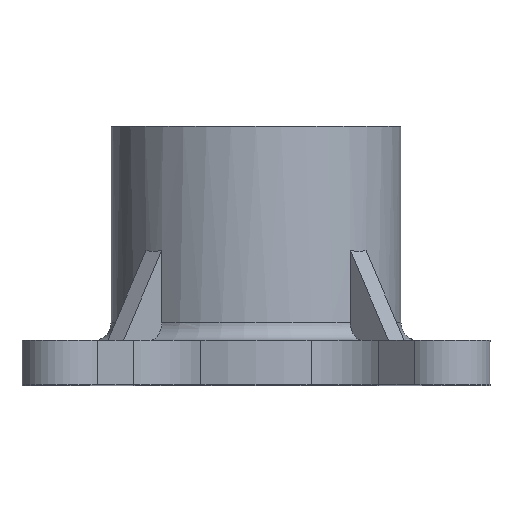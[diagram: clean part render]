
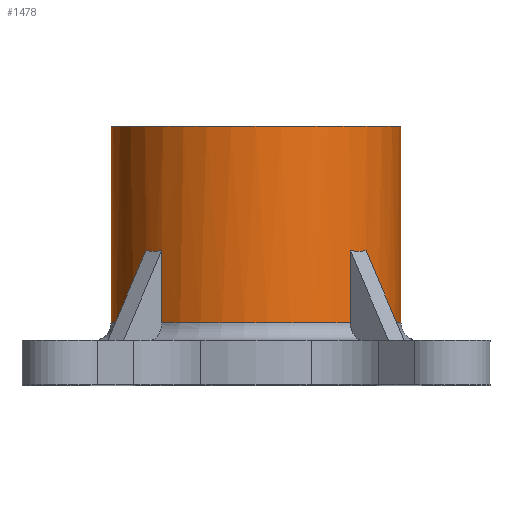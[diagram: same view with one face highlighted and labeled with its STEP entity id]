
A CAD part, top view. The second image highlights one B-rep face of the part: STEP entity #1478.
In plain terms, the highlighted cylindrical face has radius 16.25 mm (diameter 32.5 mm), a partial arc.
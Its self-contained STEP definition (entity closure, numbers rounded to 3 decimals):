
#427=DIRECTION('',(0.,1.,0.));
#428=VECTOR('',#427,22.);
#429=CARTESIAN_POINT('',(16.25,7.,0.));
#430=LINE('',#429,#428);
#457=DIRECTION('',(0.,1.,0.));
#458=VECTOR('',#457,8.08);
#459=CARTESIAN_POINT('',(-12.34,7.,10.573));
#460=LINE('',#459,#458);
#461=CARTESIAN_POINT('',(0.,7.,0.));
#462=DIRECTION('',(0.,1.,0.));
#463=DIRECTION('',(-1.,0.,0.));
#464=AXIS2_PLACEMENT_3D('',#461,#462,#463);
#466=DIRECTION('',(0.,1.,0.));
#467=VECTOR('',#466,22.);
#468=CARTESIAN_POINT('',(-16.25,7.,0.));
#469=LINE('',#468,#467);
#470=CARTESIAN_POINT('',(0.,7.,0.));
#471=DIRECTION('',(0.,1.,0.));
#472=DIRECTION('',(0.759,0.,0.651));
#473=AXIS2_PLACEMENT_3D('',#470,#471,#472);
#475=DIRECTION('',(0.,1.,0.));
#476=VECTOR('',#475,8.08);
#477=CARTESIAN_POINT('',(12.34,7.,10.573));
#478=LINE('',#477,#476);
#479=CARTESIAN_POINT('',(10.573,15.08,12.34));
#480=CARTESIAN_POINT('',(11.207,14.973,11.797));
#481=CARTESIAN_POINT('',(11.797,14.973,11.207));
#482=CARTESIAN_POINT('',(12.34,15.08,10.573));
#484=DIRECTION('',(0.,1.,0.));
#485=VECTOR('',#484,8.08);
#486=CARTESIAN_POINT('',(10.573,7.,12.34));
#487=LINE('',#486,#485);
#488=CARTESIAN_POINT('',(0.,7.,0.));
#489=DIRECTION('',(0.,1.,0.));
#490=DIRECTION('',(-0.651,0.,0.759));
#491=AXIS2_PLACEMENT_3D('',#488,#489,#490);
#493=DIRECTION('',(0.,1.,0.));
#494=VECTOR('',#493,8.08);
#495=CARTESIAN_POINT('',(-10.573,7.,12.34));
#496=LINE('',#495,#494);
#497=CARTESIAN_POINT('',(-12.34,15.08,10.573));
#498=CARTESIAN_POINT('',(-11.797,14.973,11.207));
#499=CARTESIAN_POINT('',(-11.207,14.973,11.797));
#500=CARTESIAN_POINT('',(-10.573,15.08,12.34));
#507=CARTESIAN_POINT('',(0.,29.,0.));
#508=DIRECTION('',(0.,1.,0.));
#509=DIRECTION('',(-1.,0.,0.));
#510=AXIS2_PLACEMENT_3D('',#507,#508,#509);
#822=CARTESIAN_POINT('',(16.25,29.,0.));
#823=CARTESIAN_POINT('',(-16.25,29.,0.));
#824=VERTEX_POINT('',#822);
#825=VERTEX_POINT('',#823);
#842=CARTESIAN_POINT('',(10.573,7.,12.34));
#843=CARTESIAN_POINT('',(10.573,15.08,12.34));
#844=VERTEX_POINT('',#842);
#845=VERTEX_POINT('',#843);
#846=CARTESIAN_POINT('',(12.34,7.,10.573));
#847=CARTESIAN_POINT('',(12.34,15.08,10.573));
#848=VERTEX_POINT('',#846);
#849=VERTEX_POINT('',#847);
#890=CARTESIAN_POINT('',(-12.34,7.,10.573));
#891=CARTESIAN_POINT('',(-12.34,15.08,10.573));
#892=VERTEX_POINT('',#890);
#893=VERTEX_POINT('',#891);
#894=CARTESIAN_POINT('',(-10.573,7.,12.34));
#895=CARTESIAN_POINT('',(-10.573,15.08,12.34));
#896=VERTEX_POINT('',#894);
#897=VERTEX_POINT('',#895);
#962=CARTESIAN_POINT('',(16.25,7.,0.));
#963=VERTEX_POINT('',#962);
#964=CARTESIAN_POINT('',(-16.25,7.,0.));
#965=VERTEX_POINT('',#964);
#1453=CARTESIAN_POINT('',(0.,5.,0.));
#1454=DIRECTION('',(0.,1.,0.));
#1455=DIRECTION('',(1.,0.,0.));
#1456=AXIS2_PLACEMENT_3D('',#1453,#1454,#1455);
#1457=CYLINDRICAL_SURFACE('',#1456,16.25);
#1458=ORIENTED_EDGE('',*,*,#1278,.F.);
#1459=ORIENTED_EDGE('',*,*,#1328,.F.);
#1460=ORIENTED_EDGE('',*,*,#1380,.T.);
#1462=ORIENTED_EDGE('',*,*,#1461,.T.);
#1463=ORIENTED_EDGE('',*,*,#1376,.F.);
#1464=ORIENTED_EDGE('',*,*,#1295,.F.);
#1466=ORIENTED_EDGE('',*,*,#1465,.T.);
#1468=ORIENTED_EDGE('',*,*,#1467,.F.);
#1470=ORIENTED_EDGE('',*,*,#1469,.F.);
#1471=ORIENTED_EDGE('',*,*,#1340,.F.);
#1473=ORIENTED_EDGE('',*,*,#1472,.T.);
#1475=ORIENTED_EDGE('',*,*,#1474,.F.);
#1476=EDGE_LOOP('',(#1458,#1459,#1460,#1462,#1463,#1464,#1466,#1468,#1470,#1471,
#1473,#1475));
#1477=FACE_OUTER_BOUND('',#1476,.F.);
#1478=ADVANCED_FACE('',(#1477),#1457,.T.);
#465=CIRCLE('',#464,16.25);
#474=CIRCLE('',#473,16.25);
#483=B_SPLINE_CURVE_WITH_KNOTS('',3,(#479,#480,#481,#482),.UNSPECIFIED.,.F.,.F.,
(4,4),(0.,1.),.UNSPECIFIED.);
#492=CIRCLE('',#491,16.25);
#501=B_SPLINE_CURVE_WITH_KNOTS('',3,(#497,#498,#499,#500),.UNSPECIFIED.,.F.,.F.,
(4,4),(0.,1.),.UNSPECIFIED.);
#511=CIRCLE('',#510,16.25);
#1278=EDGE_CURVE('',#892,#893,#460,.T.);
#1295=EDGE_CURVE('',#848,#963,#474,.T.);
#1328=EDGE_CURVE('',#965,#892,#465,.T.);
#1340=EDGE_CURVE('',#896,#844,#492,.T.);
#1376=EDGE_CURVE('',#963,#824,#430,.T.);
#1380=EDGE_CURVE('',#965,#825,#469,.T.);
#1461=EDGE_CURVE('',#825,#824,#511,.T.);
#1465=EDGE_CURVE('',#848,#849,#478,.T.);
#1467=EDGE_CURVE('',#845,#849,#483,.T.);
#1469=EDGE_CURVE('',#844,#845,#487,.T.);
#1472=EDGE_CURVE('',#896,#897,#496,.T.);
#1474=EDGE_CURVE('',#893,#897,#501,.T.);
